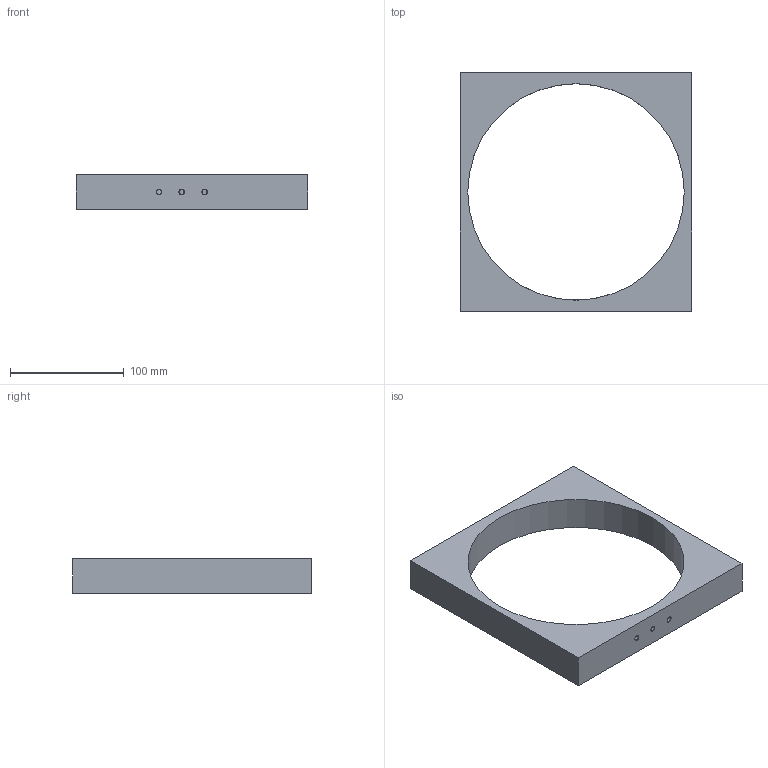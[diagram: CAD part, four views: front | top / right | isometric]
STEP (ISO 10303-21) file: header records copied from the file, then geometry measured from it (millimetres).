
FILE_DESCRIPTION(/* description */ (' '),/* implementation_level */ '2;1');
FILE_NAME(/* name */ 'Podstawa.stp',/* time_stamp */ '2024-01-28T16:33:16+01:00',/* author */ ('micha'),/* organization */ (''),/* preprocessor_version */ 'ST-DEVELOPER v19.2',/* originating_system */ 'Autodesk Inventor 2024',/* authorisation */ '');
FILE_SCHEMA (('AUTOMOTIVE_DESIGN { 1 0 10303 214 3 1 1 }'));
Length unit declared in the file: millimetre
Products named in the file (1): Podstawa
Bounding box: 203 x 209 x 30 mm (x, y, z)
Volume: 421764.7 mm3; surface area: 71117.3 mm2
Topology: 1 solids, 1 shells, 16 faces, 45 edges, 31 vertices
Faces by surface type: plane 6, cone 6, cylinder 4
Full cylindrical faces by diameter (mm): 4.2 x3, 190 x1
Entity records: 713 total; most frequent: CARTESIAN_POINT 226, ORIENTED_EDGE 90, DIRECTION 90, EDGE_CURVE 45, AXIS2_PLACEMENT_3D 34, VERTEX_POINT 31, EDGE_LOOP 24, LINE 22
